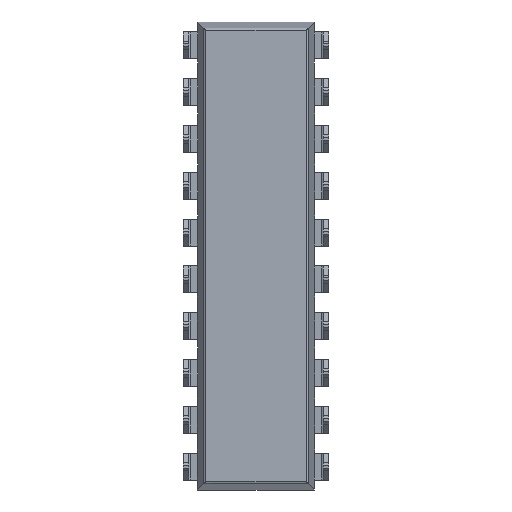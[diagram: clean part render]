
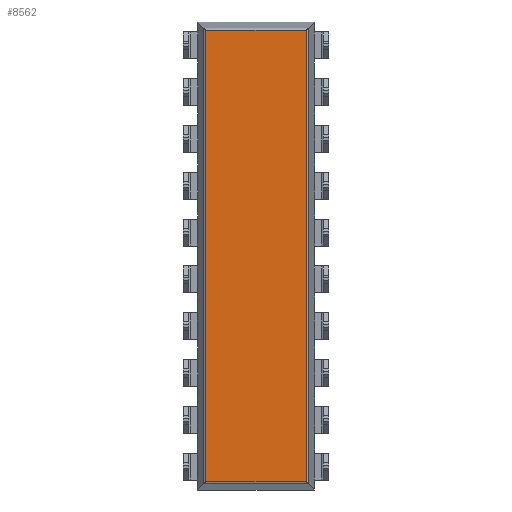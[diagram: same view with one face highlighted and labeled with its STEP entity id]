
A CAD part, front view. The second image highlights one B-rep face of the part: STEP entity #8562.
In plain terms, the highlighted planar face has unit normal (0, -1, 0).
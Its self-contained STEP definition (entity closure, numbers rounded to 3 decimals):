
#610 = FACE_OUTER_BOUND ( 'NONE', #8598, .T. ) ;
#628 = DIRECTION ( 'NONE',  ( -1., 0., 0. ) ) ;
#629 = VECTOR ( 'NONE', #628, 1000. ) ;
#630 = CARTESIAN_POINT ( 'NONE',  ( -3.175, 0.15, 12.263 ) ) ;
#631 = LINE ( 'NONE', #630, #629 ) ;
#633 = CARTESIAN_POINT ( 'NONE',  ( 2.738, 0.15, 12.263 ) ) ;
#648 = DIRECTION ( 'NONE',  ( 0., 0., -1. ) ) ;
#649 = DIRECTION ( 'NONE',  ( 0., -1., 0. ) ) ;
#650 = CARTESIAN_POINT ( 'NONE',  ( -3.175, 0.15, -12.7 ) ) ;
#651 = AXIS2_PLACEMENT_3D ( 'NONE', #650, #649, #648 ) ;
#652 = PLANE ( 'NONE',  #651 ) ;
#686 = CARTESIAN_POINT ( 'NONE',  ( -2.738, 0.15, -12.263 ) ) ;
#716 = DIRECTION ( 'NONE',  ( 0., 0., -1. ) ) ;
#717 = VECTOR ( 'NONE', #716, 1000. ) ;
#718 = CARTESIAN_POINT ( 'NONE',  ( -2.738, 0.15, -12.7 ) ) ;
#719 = LINE ( 'NONE', #718, #717 ) ;
#720 = CARTESIAN_POINT ( 'NONE',  ( -2.738, 0.15, 12.263 ) ) ;
#1335 = DIRECTION ( 'NONE',  ( 1., 0., 0. ) ) ;
#1336 = VECTOR ( 'NONE', #1335, 1000. ) ;
#1337 = CARTESIAN_POINT ( 'NONE',  ( -3.175, 0.15, -12.263 ) ) ;
#1338 = LINE ( 'NONE', #1337, #1336 ) ;
#1339 = CARTESIAN_POINT ( 'NONE',  ( 2.738, 0.15, -12.263 ) ) ;
#1340 = DIRECTION ( 'NONE',  ( 0., 0., 1. ) ) ;
#1341 = VECTOR ( 'NONE', #1340, 1000. ) ;
#1342 = CARTESIAN_POINT ( 'NONE',  ( 2.738, 0.15, -12.7 ) ) ;
#1346 = LINE ( 'NONE', #1342, #1341 ) ;
#8557 = VERTEX_POINT ( 'NONE', #633 ) ;
#8558 = ORIENTED_EDGE ( 'NONE', *, *, #8559, .T. ) ;
#8559 = EDGE_CURVE ( 'NONE', #8557, #8600, #631, .T. ) ;
#8562 = ADVANCED_FACE ( 'NONE', ( #610 ), #652, .T. ) ;
#8589 = VERTEX_POINT ( 'NONE', #686 ) ;
#8598 = EDGE_LOOP ( 'NONE', ( #8602, #12205, #12207, #8558 ) ) ;
#8600 = VERTEX_POINT ( 'NONE', #720 ) ;
#8601 = EDGE_CURVE ( 'NONE', #8600, #8589, #719, .T. ) ;
#8602 = ORIENTED_EDGE ( 'NONE', *, *, #8601, .T. ) ;
#12204 = EDGE_CURVE ( 'NONE', #12206, #8557, #1346, .T. ) ;
#12205 = ORIENTED_EDGE ( 'NONE', *, *, #12209, .T. ) ;
#12206 = VERTEX_POINT ( 'NONE', #1339 ) ;
#12207 = ORIENTED_EDGE ( 'NONE', *, *, #12204, .T. ) ;
#12209 = EDGE_CURVE ( 'NONE', #8589, #12206, #1338, .T. ) ;
